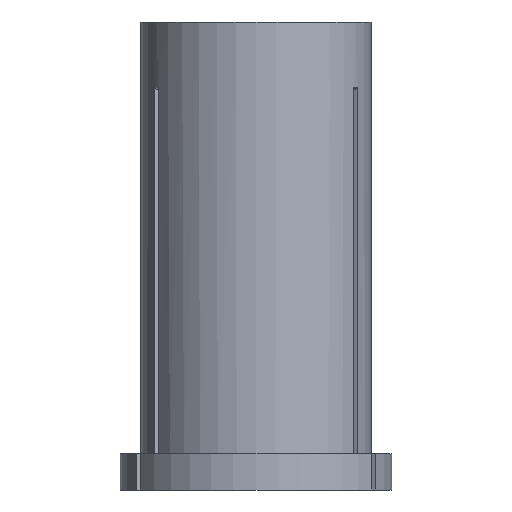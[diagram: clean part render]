
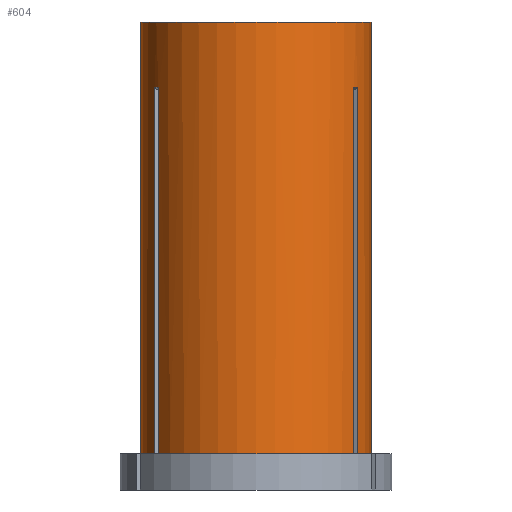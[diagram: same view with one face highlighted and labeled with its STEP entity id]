
A CAD part, front view. The second image highlights one B-rep face of the part: STEP entity #604.
In plain terms, the highlighted cylindrical face has radius 15.875 mm (diameter 31.75 mm), a partial arc.
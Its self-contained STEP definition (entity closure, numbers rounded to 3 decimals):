
#31 = LINE ( 'NONE', #855, #476 ) ;
#33 = CARTESIAN_POINT ( 'NONE',  ( -13.491, -8.367, -59.6 ) ) ;
#41 = VERTEX_POINT ( 'NONE', #407 ) ;
#48 = EDGE_CURVE ( 'NONE', #234, #190, #792, .T. ) ;
#58 = ORIENTED_EDGE ( 'NONE', *, *, #645, .F. ) ;
#66 = CARTESIAN_POINT ( 'NONE',  ( 0., 0., 0. ) ) ;
#101 = VECTOR ( 'NONE', #761, 1000. ) ;
#115 = CARTESIAN_POINT ( 'NONE',  ( -13.991, -7.501, 0. ) ) ;
#120 = VERTEX_POINT ( 'NONE', #867 ) ;
#122 = CARTESIAN_POINT ( 'NONE',  ( 13.491, -8.367, -9.006 ) ) ;
#138 = DIRECTION ( 'NONE',  ( 0., 0., 1. ) ) ;
#162 = VERTEX_POINT ( 'NONE', #536 ) ;
#165 = EDGE_CURVE ( 'NONE', #614, #318, #360, .T. ) ;
#190 = VERTEX_POINT ( 'NONE', #912 ) ;
#226 = DIRECTION ( 'NONE',  ( 0., 0., 1. ) ) ;
#234 = VERTEX_POINT ( 'NONE', #122 ) ;
#236 = CARTESIAN_POINT ( 'NONE',  ( -13.991, -7.501, -9.006 ) ) ;
#267 = LINE ( 'NONE', #115, #305 ) ;
#271 = VERTEX_POINT ( 'NONE', #33 ) ;
#275 = ORIENTED_EDGE ( 'NONE', *, *, #650, .T. ) ;
#284 = ORIENTED_EDGE ( 'NONE', *, *, #1035, .T. ) ;
#287 = DIRECTION ( 'NONE',  ( 0., 0., 1. ) ) ;
#294 = DIRECTION ( 'NONE',  ( 1., 0., 0. ) ) ;
#305 = VECTOR ( 'NONE', #905, 1000. ) ;
#310 = CARTESIAN_POINT ( 'NONE',  ( 13.491, -8.367, -9.006 ) ) ;
#311 = CARTESIAN_POINT ( 'NONE',  ( -13.664, -8.083, -9. ) ) ;
#318 = VERTEX_POINT ( 'NONE', #406 ) ;
#339 = CARTESIAN_POINT ( 'NONE',  ( 0., 0., -59.6 ) ) ;
#360 = CIRCLE ( 'NONE', #990, 15.875 ) ;
#361 = LINE ( 'NONE', #847, #101 ) ;
#371 = CARTESIAN_POINT ( 'NONE',  ( -15.875, 0., -59.6 ) ) ;
#373 = ORIENTED_EDGE ( 'NONE', *, *, #48, .T. ) ;
#388 = ORIENTED_EDGE ( 'NONE', *, *, #687, .T. ) ;
#394 = CARTESIAN_POINT ( 'NONE',  ( 13.58, -8.224, -9.002 ) ) ;
#395 = CARTESIAN_POINT ( 'NONE',  ( -13.991, -7.501, -9.006 ) ) ;
#402 = DIRECTION ( 'NONE',  ( 1., 0., 0. ) ) ;
#406 = CARTESIAN_POINT ( 'NONE',  ( -13.991, -7.501, -59.6 ) ) ;
#407 = CARTESIAN_POINT ( 'NONE',  ( 15.875, 0., 0. ) ) ;
#412 = CIRCLE ( 'NONE', #795, 15.875 ) ;
#426 = CARTESIAN_POINT ( 'NONE',  ( 13.491, -8.367, 0. ) ) ;
#441 = B_SPLINE_CURVE_WITH_KNOTS ( 'NONE', 3,
 ( #395, #767, #848, #311, #499, #508 ),
 .UNSPECIFIED., .F., .F.,
 ( 4, 2, 4 ),
 ( 0.089, 0.09, 0.09 ),
 .UNSPECIFIED. ) ;
#474 = VERTEX_POINT ( 'NONE', #631 ) ;
#476 = VECTOR ( 'NONE', #1034, 1000. ) ;
#479 = DIRECTION ( 'NONE',  ( 1., 0., 0. ) ) ;
#492 = ORIENTED_EDGE ( 'NONE', *, *, #524, .T. ) ;
#499 = CARTESIAN_POINT ( 'NONE',  ( -13.579, -8.226, -9.002 ) ) ;
#508 = CARTESIAN_POINT ( 'NONE',  ( -13.491, -8.367, -9.006 ) ) ;
#524 = EDGE_CURVE ( 'NONE', #970, #554, #441, .T. ) ;
#530 = CIRCLE ( 'NONE', #991, 15.875 ) ;
#536 = CARTESIAN_POINT ( 'NONE',  ( -15.875, 0., 0. ) ) ;
#552 = VERTEX_POINT ( 'NONE', #747 ) ;
#554 = VERTEX_POINT ( 'NONE', #580 ) ;
#556 = CYLINDRICAL_SURFACE ( 'NONE', #796, 15.875 ) ;
#560 = EDGE_LOOP ( 'NONE', ( #918, #902, #275, #492, #58, #388, #284, #373, #872, #1069, #863, #654 ) ) ;
#580 = CARTESIAN_POINT ( 'NONE',  ( -13.491, -8.367, -9.006 ) ) ;
#595 = EDGE_CURVE ( 'NONE', #614, #162, #361, .T. ) ;
#596 = LINE ( 'NONE', #770, #798 ) ;
#603 = CARTESIAN_POINT ( 'NONE',  ( 13.991, -7.501, -9.006 ) ) ;
#604 = ADVANCED_FACE ( 'NONE', ( #790 ), #556, .T. ) ;
#614 = VERTEX_POINT ( 'NONE', #371 ) ;
#627 = DIRECTION ( 'NONE',  ( 0., 0., 1. ) ) ;
#631 = CARTESIAN_POINT ( 'NONE',  ( 15.875, 0., -59.6 ) ) ;
#632 = DIRECTION ( 'NONE',  ( 1., 0., 0. ) ) ;
#645 = EDGE_CURVE ( 'NONE', #271, #554, #699, .T. ) ;
#650 = EDGE_CURVE ( 'NONE', #318, #970, #267, .T. ) ;
#654 = ORIENTED_EDGE ( 'NONE', *, *, #1133, .F. ) ;
#687 = EDGE_CURVE ( 'NONE', #271, #120, #530, .T. ) ;
#699 = LINE ( 'NONE', #1007, #733 ) ;
#703 = DIRECTION ( 'NONE',  ( 0., 0., 1. ) ) ;
#733 = VECTOR ( 'NONE', #226, 1000. ) ;
#747 = CARTESIAN_POINT ( 'NONE',  ( 13.991, -7.501, -59.6 ) ) ;
#753 = DIRECTION ( 'NONE',  ( 0., 0., 1. ) ) ;
#761 = DIRECTION ( 'NONE',  ( 0., 0., 1. ) ) ;
#767 = CARTESIAN_POINT ( 'NONE',  ( -13.912, -7.648, -9.002 ) ) ;
#770 = CARTESIAN_POINT ( 'NONE',  ( 13.991, -7.501, 0. ) ) ;
#776 = DIRECTION ( 'NONE',  ( 0., 0., 1. ) ) ;
#790 = FACE_OUTER_BOUND ( 'NONE', #560, .T. ) ;
#792 = B_SPLINE_CURVE_WITH_KNOTS ( 'NONE', 3,
 ( #310, #394, #846, #1116, #603 ),
 .UNSPECIFIED., .F., .F.,
 ( 4, 1, 4 ),
 ( 0.098, 0.098, 0.099 ),
 .UNSPECIFIED. ) ;
#795 = AXIS2_PLACEMENT_3D ( 'NONE', #913, #138, #294 ) ;
#796 = AXIS2_PLACEMENT_3D ( 'NONE', #66, #942, #402 ) ;
#798 = VECTOR ( 'NONE', #776, 1000. ) ;
#808 = AXIS2_PLACEMENT_3D ( 'NONE', #1106, #287, #479 ) ;
#846 = CARTESIAN_POINT ( 'NONE',  ( 13.751, -7.938, -8.998 ) ) ;
#847 = CARTESIAN_POINT ( 'NONE',  ( -15.875, 0., 0. ) ) ;
#848 = CARTESIAN_POINT ( 'NONE',  ( -13.831, -7.794, -9. ) ) ;
#855 = CARTESIAN_POINT ( 'NONE',  ( 15.875, 0., 0. ) ) ;
#863 = ORIENTED_EDGE ( 'NONE', *, *, #899, .T. ) ;
#866 = LINE ( 'NONE', #426, #1057 ) ;
#867 = CARTESIAN_POINT ( 'NONE',  ( 13.491, -8.367, -59.6 ) ) ;
#872 = ORIENTED_EDGE ( 'NONE', *, *, #1017, .F. ) ;
#886 = DIRECTION ( 'NONE',  ( 1., 0., 0. ) ) ;
#899 = EDGE_CURVE ( 'NONE', #474, #41, #31, .T. ) ;
#902 = ORIENTED_EDGE ( 'NONE', *, *, #165, .T. ) ;
#905 = DIRECTION ( 'NONE',  ( 0., 0., 1. ) ) ;
#912 = CARTESIAN_POINT ( 'NONE',  ( 13.991, -7.501, -9.006 ) ) ;
#913 = CARTESIAN_POINT ( 'NONE',  ( 0., 0., 0. ) ) ;
#918 = ORIENTED_EDGE ( 'NONE', *, *, #595, .F. ) ;
#942 = DIRECTION ( 'NONE',  ( 0., 0., 1. ) ) ;
#970 = VERTEX_POINT ( 'NONE', #236 ) ;
#978 = CIRCLE ( 'NONE', #808, 15.875 ) ;
#990 = AXIS2_PLACEMENT_3D ( 'NONE', #339, #627, #886 ) ;
#991 = AXIS2_PLACEMENT_3D ( 'NONE', #1067, #753, #632 ) ;
#1007 = CARTESIAN_POINT ( 'NONE',  ( -13.491, -8.367, 0. ) ) ;
#1017 = EDGE_CURVE ( 'NONE', #552, #190, #596, .T. ) ;
#1034 = DIRECTION ( 'NONE',  ( 0., 0., 1. ) ) ;
#1035 = EDGE_CURVE ( 'NONE', #120, #234, #866, .T. ) ;
#1057 = VECTOR ( 'NONE', #703, 1000. ) ;
#1067 = CARTESIAN_POINT ( 'NONE',  ( 0., 0., -59.6 ) ) ;
#1069 = ORIENTED_EDGE ( 'NONE', *, *, #1088, .T. ) ;
#1088 = EDGE_CURVE ( 'NONE', #552, #474, #978, .T. ) ;
#1106 = CARTESIAN_POINT ( 'NONE',  ( 0., 0., -59.6 ) ) ;
#1116 = CARTESIAN_POINT ( 'NONE',  ( 13.913, -7.647, -9.002 ) ) ;
#1133 = EDGE_CURVE ( 'NONE', #162, #41, #412, .T. ) ;
